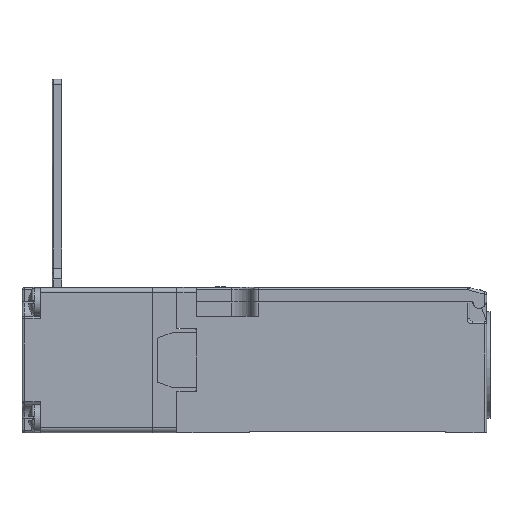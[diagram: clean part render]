
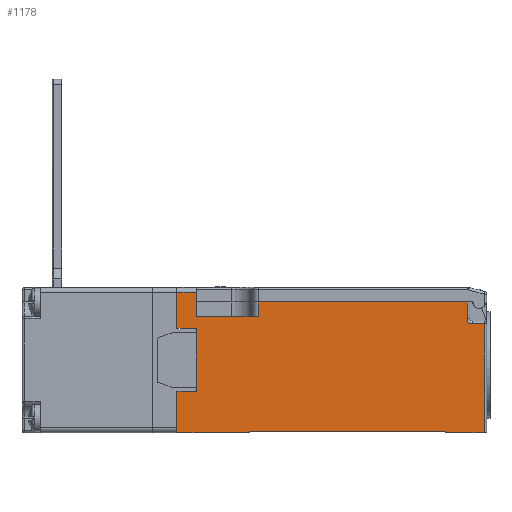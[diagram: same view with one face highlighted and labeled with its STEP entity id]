
A CAD part, left-side view. The second image highlights one B-rep face of the part: STEP entity #1178.
In plain terms, the highlighted planar face has unit normal (-1, 0, 0).
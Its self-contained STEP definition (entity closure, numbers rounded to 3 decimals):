
#1178=ADVANCED_FACE('',(#2194),#1661,.T.);
#1661=PLANE('',#14271);
#2194=FACE_OUTER_BOUND('',#2893,.T.);
#2893=EDGE_LOOP('',(#6299,#6300,#6301,#6302,#6303,#6304,#6305,#6306,#6307,
#6308,#6309,#6310,#6311,#6312,#6313,#6314,#6315,#6316,#6317,#6318,#6319));
#3421=CIRCLE('',#14268,0.3);
#3422=CIRCLE('',#14269,0.3);
#3423=CIRCLE('',#14270,1.);
#6299=ORIENTED_EDGE('',*,*,#10138,.F.);
#6300=ORIENTED_EDGE('',*,*,#10139,.T.);
#6301=ORIENTED_EDGE('',*,*,#10140,.F.);
#6302=ORIENTED_EDGE('',*,*,#10141,.T.);
#6303=ORIENTED_EDGE('',*,*,#10142,.T.);
#6304=ORIENTED_EDGE('',*,*,#10143,.T.);
#6305=ORIENTED_EDGE('',*,*,#10125,.T.);
#6306=ORIENTED_EDGE('',*,*,#10144,.T.);
#6307=ORIENTED_EDGE('',*,*,#10145,.T.);
#6308=ORIENTED_EDGE('',*,*,#10146,.T.);
#6309=ORIENTED_EDGE('',*,*,#10147,.T.);
#6310=ORIENTED_EDGE('',*,*,#10148,.T.);
#6311=ORIENTED_EDGE('',*,*,#10149,.T.);
#6312=ORIENTED_EDGE('',*,*,#10150,.T.);
#6313=ORIENTED_EDGE('',*,*,#10151,.T.);
#6314=ORIENTED_EDGE('',*,*,#10152,.F.);
#6315=ORIENTED_EDGE('',*,*,#10153,.F.);
#6316=ORIENTED_EDGE('',*,*,#10154,.F.);
#6317=ORIENTED_EDGE('',*,*,#10155,.F.);
#6318=ORIENTED_EDGE('',*,*,#10156,.T.);
#6319=ORIENTED_EDGE('',*,*,#10157,.F.);
#8249=VERTEX_POINT('',#22567);
#8250=VERTEX_POINT('',#22569);
#8260=VERTEX_POINT('',#22596);
#8261=VERTEX_POINT('',#22597);
#8262=VERTEX_POINT('',#22599);
#8263=VERTEX_POINT('',#22601);
#8264=VERTEX_POINT('',#22603);
#8265=VERTEX_POINT('',#22605);
#8266=VERTEX_POINT('',#22608);
#8267=VERTEX_POINT('',#22610);
#8268=VERTEX_POINT('',#22612);
#8269=VERTEX_POINT('',#22614);
#8270=VERTEX_POINT('',#22616);
#8271=VERTEX_POINT('',#22618);
#8272=VERTEX_POINT('',#22620);
#8273=VERTEX_POINT('',#22622);
#8274=VERTEX_POINT('',#22624);
#8275=VERTEX_POINT('',#22626);
#8276=VERTEX_POINT('',#22628);
#8277=VERTEX_POINT('',#22630);
#8278=VERTEX_POINT('',#22632);
#10125=EDGE_CURVE('',#8250,#8249,#11678,.T.);
#10138=EDGE_CURVE('',#8260,#8261,#11686,.T.);
#10139=EDGE_CURVE('',#8260,#8262,#11687,.T.);
#10140=EDGE_CURVE('',#8263,#8262,#11688,.T.);
#10141=EDGE_CURVE('',#8263,#8264,#11689,.T.);
#10142=EDGE_CURVE('',#8264,#8265,#11690,.T.);
#10143=EDGE_CURVE('',#8265,#8250,#3421,.T.);
#10144=EDGE_CURVE('',#8249,#8266,#3422,.T.);
#10145=EDGE_CURVE('',#8266,#8267,#11691,.T.);
#10146=EDGE_CURVE('',#8267,#8268,#11692,.T.);
#10147=EDGE_CURVE('',#8268,#8269,#11693,.T.);
#10148=EDGE_CURVE('',#8269,#8270,#11694,.T.);
#10149=EDGE_CURVE('',#8270,#8271,#11695,.T.);
#10150=EDGE_CURVE('',#8271,#8272,#11696,.T.);
#10151=EDGE_CURVE('',#8272,#8273,#11697,.T.);
#10152=EDGE_CURVE('',#8274,#8273,#11698,.T.);
#10153=EDGE_CURVE('',#8275,#8274,#11699,.T.);
#10154=EDGE_CURVE('',#8276,#8275,#3423,.T.);
#10155=EDGE_CURVE('',#8277,#8276,#11700,.T.);
#10156=EDGE_CURVE('',#8277,#8278,#11701,.T.);
#10157=EDGE_CURVE('',#8261,#8278,#11702,.T.);
#11678=LINE('',#22568,#13044);
#11686=LINE('',#22595,#13052);
#11687=LINE('',#22598,#13053);
#11688=LINE('',#22600,#13054);
#11689=LINE('',#22602,#13055);
#11690=LINE('',#22604,#13056);
#11691=LINE('',#22609,#13057);
#11692=LINE('',#22611,#13058);
#11693=LINE('',#22613,#13059);
#11694=LINE('',#22615,#13060);
#11695=LINE('',#22617,#13061);
#11696=LINE('',#22619,#13062);
#11697=LINE('',#22621,#13063);
#11698=LINE('',#22623,#13064);
#11699=LINE('',#22625,#13065);
#11700=LINE('',#22629,#13066);
#11701=LINE('',#22631,#13067);
#11702=LINE('',#22633,#13068);
#13044=VECTOR('',#17306,1.);
#13052=VECTOR('',#17332,1.);
#13053=VECTOR('',#17333,1.);
#13054=VECTOR('',#17334,1.);
#13055=VECTOR('',#17335,1.);
#13056=VECTOR('',#17336,1.);
#13057=VECTOR('',#17341,1.);
#13058=VECTOR('',#17342,1.);
#13059=VECTOR('',#17343,1.);
#13060=VECTOR('',#17344,1.);
#13061=VECTOR('',#17345,1.);
#13062=VECTOR('',#17346,1.);
#13063=VECTOR('',#17347,1.);
#13064=VECTOR('',#17348,1.);
#13065=VECTOR('',#17349,1.);
#13066=VECTOR('',#17352,1.);
#13067=VECTOR('',#17353,1.);
#13068=VECTOR('',#17354,1.);
#14268=AXIS2_PLACEMENT_3D('',#22606,#17337,#17338);
#14269=AXIS2_PLACEMENT_3D('',#22607,#17339,#17340);
#14270=AXIS2_PLACEMENT_3D('',#22627,#17350,#17351);
#14271=AXIS2_PLACEMENT_3D('',#22634,#17355,#17356);
#17306=DIRECTION('',(0.,0.,-1.));
#17332=DIRECTION('',(0.,-1.,0.));
#17333=DIRECTION('',(0.,0.,1.));
#17334=DIRECTION('',(0.,-1.,0.));
#17335=DIRECTION('',(0.,0.,-1.));
#17336=DIRECTION('',(0.,-1.,0.));
#17337=DIRECTION('',(1.,0.,0.));
#17338=DIRECTION('',(0.,-0.707,0.707));
#17339=DIRECTION('',(1.,0.,0.));
#17340=DIRECTION('',(0.,-0.707,-0.707));
#17341=DIRECTION('',(0.,1.,0.));
#17342=DIRECTION('',(0.,0.,-1.));
#17343=DIRECTION('',(0.,-1.,0.));
#17344=DIRECTION('',(0.,0.,1.));
#17345=DIRECTION('',(0.,-1.,0.));
#17346=DIRECTION('',(0.,0.,-1.));
#17347=DIRECTION('',(0.,-1.,0.));
#17348=DIRECTION('',(0.,0.,-1.));
#17349=DIRECTION('',(0.,-1.,0.));
#17350=DIRECTION('',(-1.,0.,0.));
#17351=DIRECTION('',(0.,0.707,-0.707));
#17352=DIRECTION('',(0.,0.,-1.));
#17353=DIRECTION('',(0.,1.,0.));
#17354=DIRECTION('',(0.,0.,1.));
#17355=DIRECTION('',(-1.,0.,0.));
#17356=DIRECTION('',(0.,0.,-1.));
#22567=CARTESIAN_POINT('',(-15.,30.,-4.3));
#22568=CARTESIAN_POINT('',(-15.,30.,8.3));
#22569=CARTESIAN_POINT('',(-15.,30.,8.3));
#22595=CARTESIAN_POINT('',(-15.,30.,11.));
#22596=CARTESIAN_POINT('',(-15.,30.,11.));
#22597=CARTESIAN_POINT('',(-15.,17.2,11.));
#22598=CARTESIAN_POINT('',(-15.,30.,11.));
#22599=CARTESIAN_POINT('',(-15.,30.,16.));
#22600=CARTESIAN_POINT('',(-15.,34.,16.));
#22601=CARTESIAN_POINT('',(-15.,34.,16.));
#22602=CARTESIAN_POINT('',(-15.,34.,16.));
#22603=CARTESIAN_POINT('',(-15.,34.,8.6));
#22604=CARTESIAN_POINT('',(-15.,30.3,8.6));
#22605=CARTESIAN_POINT('',(-15.,30.3,8.6));
#22606=CARTESIAN_POINT('',(-15.,30.3,8.3));
#22607=CARTESIAN_POINT('',(-15.,30.3,-4.3));
#22608=CARTESIAN_POINT('',(-15.,30.3,-4.6));
#22609=CARTESIAN_POINT('',(-15.,30.3,-4.6));
#22610=CARTESIAN_POINT('',(-15.,34.,-4.6));
#22611=CARTESIAN_POINT('',(-15.,34.,-4.6));
#22612=CARTESIAN_POINT('',(-15.,34.,-13.));
#22613=CARTESIAN_POINT('',(-15.,34.,-13.));
#22614=CARTESIAN_POINT('',(-15.,19.,-13.));
#22615=CARTESIAN_POINT('',(-15.,19.,-13.));
#22616=CARTESIAN_POINT('',(-15.,19.,-12.7));
#22617=CARTESIAN_POINT('',(-15.,19.,-12.7));
#22618=CARTESIAN_POINT('',(-15.,-21.5,-12.7));
#22619=CARTESIAN_POINT('',(-15.,-21.5,-12.7));
#22620=CARTESIAN_POINT('',(-15.,-21.5,-13.));
#22621=CARTESIAN_POINT('',(-15.,-21.5,-13.));
#22622=CARTESIAN_POINT('',(-15.,-29.5,-13.));
#22623=CARTESIAN_POINT('',(-15.,-29.5,9.5));
#22624=CARTESIAN_POINT('',(-15.,-29.5,9.5));
#22625=CARTESIAN_POINT('',(-15.,-27.,9.5));
#22626=CARTESIAN_POINT('',(-15.,-27.,9.5));
#22627=CARTESIAN_POINT('',(-15.,-27.,10.5));
#22628=CARTESIAN_POINT('',(-15.,-26.,10.5));
#22629=CARTESIAN_POINT('',(-15.,-26.,14.));
#22630=CARTESIAN_POINT('',(-15.,-26.,14.));
#22631=CARTESIAN_POINT('',(-15.,-26.,14.));
#22632=CARTESIAN_POINT('',(-15.,17.2,14.));
#22633=CARTESIAN_POINT('',(-15.,17.2,11.));
#22634=CARTESIAN_POINT('',(-15.,30.,14.));
